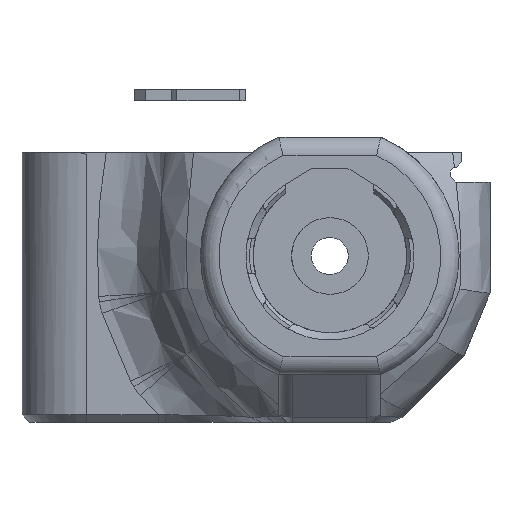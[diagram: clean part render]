
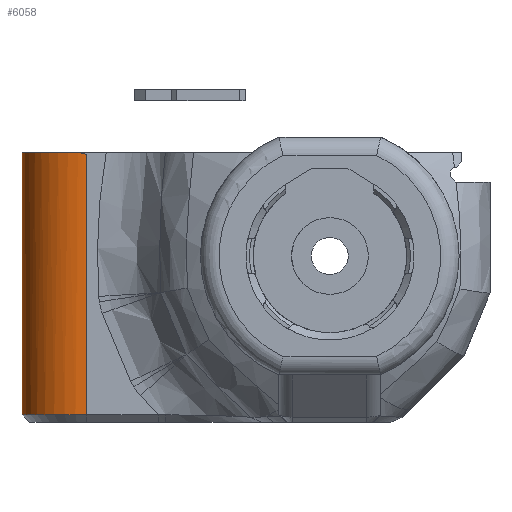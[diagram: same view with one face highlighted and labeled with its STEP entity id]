
A CAD part, front view. The second image highlights one B-rep face of the part: STEP entity #6058.
In plain terms, the highlighted cylindrical face has radius 3.5 mm (diameter 7 mm), a partial arc.
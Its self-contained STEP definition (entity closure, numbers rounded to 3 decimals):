
#433=ELLIPSE('',#6454,3.569,3.5);
#440=CIRCLE('',#6342,3.5);
#479=CIRCLE('',#6437,3.5);
#648=CYLINDRICAL_SURFACE('',#6453,3.5);
#805=FACE_OUTER_BOUND('',#1173,.T.);
#1173=EDGE_LOOP('',(#4410,#4411,#4412,#4413,#4414));
#1548=LINE('',#8518,#2016);
#1663=LINE('',#9622,#2131);
#2016=VECTOR('',#6997,10.);
#2131=VECTOR('',#7264,10.);
#2407=VERTEX_POINT('',#8279);
#2408=VERTEX_POINT('',#8281);
#2491=VERTEX_POINT('',#8516);
#2582=VERTEX_POINT('',#9110);
#2612=VERTEX_POINT('',#9621);
#3006=EDGE_CURVE('',#2408,#2407,#440,.T.);
#3109=EDGE_CURVE('',#2407,#2491,#1548,.T.);
#3242=EDGE_CURVE('',#2582,#2491,#479,.T.);
#3302=EDGE_CURVE('',#2582,#2612,#1663,.T.);
#3303=EDGE_CURVE('',#2612,#2408,#433,.T.);
#4410=ORIENTED_EDGE('',*,*,#3242,.F.);
#4411=ORIENTED_EDGE('',*,*,#3302,.T.);
#4412=ORIENTED_EDGE('',*,*,#3303,.T.);
#4413=ORIENTED_EDGE('',*,*,#3006,.T.);
#4414=ORIENTED_EDGE('',*,*,#3109,.T.);
#6058=ADVANCED_FACE('',(#805),#648,.T.);
#6342=AXIS2_PLACEMENT_3D('',#8282,#6850,#6851);
#6437=AXIS2_PLACEMENT_3D('',#9112,#7207,#7208);
#6453=AXIS2_PLACEMENT_3D('',#9620,#7262,#7263);
#6454=AXIS2_PLACEMENT_3D('',#9623,#7265,#7266);
#6850=DIRECTION('center_axis',(0.,0.,-1.));
#6851=DIRECTION('ref_axis',(-0.707,-0.707,0.));
#6997=DIRECTION('',(0.,0.,-1.));
#7207=DIRECTION('center_axis',(0.,0.,-1.));
#7208=DIRECTION('ref_axis',(-0.707,-0.707,0.));
#7262=DIRECTION('center_axis',(0.,0.,-1.));
#7263=DIRECTION('ref_axis',(-0.707,-0.707,0.));
#7264=DIRECTION('',(0.,0.,1.));
#7265=DIRECTION('center_axis',(-0.195,0.,
-0.981));
#7266=DIRECTION('ref_axis',(-0.981,0.,0.195));
#8279=CARTESIAN_POINT('',(-16.656,2.572,5.6));
#8281=CARTESIAN_POINT('',(-13.642,-0.894,5.6));
#8282=CARTESIAN_POINT('Origin',(-13.156,2.572,5.6));
#8516=CARTESIAN_POINT('',(-16.656,2.572,-8.6));
#8518=CARTESIAN_POINT('',(-16.656,2.572,-4.5));
#9110=CARTESIAN_POINT('',(-13.156,-0.928,-8.6));
#9112=CARTESIAN_POINT('Origin',(-13.156,2.572,-8.6));
#9620=CARTESIAN_POINT('Origin',(-13.156,2.572,-4.5));
#9621=CARTESIAN_POINT('',(-13.156,-0.928,5.504));
#9622=CARTESIAN_POINT('',(-13.156,-0.928,-4.5));
#9623=CARTESIAN_POINT('Origin',(-13.156,2.572,5.504));
